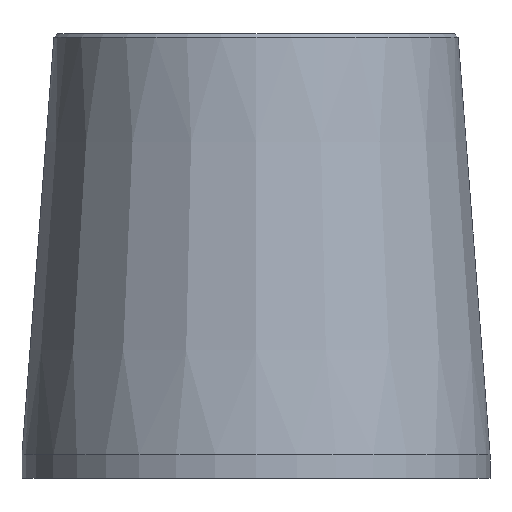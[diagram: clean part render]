
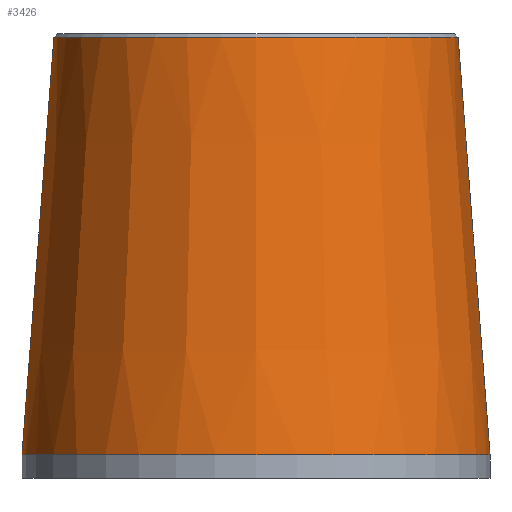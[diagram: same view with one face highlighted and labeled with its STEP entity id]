
A CAD part, front view. The second image highlights one B-rep face of the part: STEP entity #3426.
In plain terms, the highlighted conical face has half-angle 4.368 degrees and reference radius 17.25 mm.
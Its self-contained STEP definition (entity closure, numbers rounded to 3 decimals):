
#251 = CONICAL_SURFACE('',#252,16.95,0.824);
#252 = AXIS2_PLACEMENT_3D('',#253,#254,#255);
#253 = CARTESIAN_POINT('',(0.,0.,35.));
#254 = DIRECTION('',(0.,0.,-1.));
#255 = DIRECTION('',(1.,0.,0.));
#1411 = VERTEX_POINT('',#1412);
#1412 = CARTESIAN_POINT('',(17.273,0.,
    34.701));
#1435 = EDGE_CURVE('',#1411,#1411,#1436,.T.);
#1436 = SURFACE_CURVE('',#1437,(#1442,#1449),.PCURVE_S1.);
#1437 = CIRCLE('',#1438,17.273);
#1438 = AXIS2_PLACEMENT_3D('',#1439,#1440,#1441);
#1439 = CARTESIAN_POINT('',(0.,0.,
    34.701));
#1440 = DIRECTION('',(0.,0.,1.));
#1441 = DIRECTION('',(1.,0.,0.));
#1442 = PCURVE('',#251,#1443);
#1443 = DEFINITIONAL_REPRESENTATION('',(#1444),#1448);
#1444 = LINE('',#1445,#1446);
#1445 = CARTESIAN_POINT('',(-0.,0.299));
#1446 = VECTOR('',#1447,1.);
#1447 = DIRECTION('',(-1.,0.));
#1448 = ( GEOMETRIC_REPRESENTATION_CONTEXT(2) 
PARAMETRIC_REPRESENTATION_CONTEXT() REPRESENTATION_CONTEXT('2D SPACE',''
  ) );
#1449 = PCURVE('',#1450,#1455);
#1450 = CONICAL_SURFACE('',#1451,17.25,0.076);
#1451 = AXIS2_PLACEMENT_3D('',#1452,#1453,#1454);
#1452 = CARTESIAN_POINT('',(0.,0.,35.)
  );
#1453 = DIRECTION('',(0.,0.,-1.));
#1454 = DIRECTION('',(1.,0.,0.));
#1455 = DEFINITIONAL_REPRESENTATION('',(#1456),#1460);
#1456 = LINE('',#1457,#1458);
#1457 = CARTESIAN_POINT('',(-0.,0.299));
#1458 = VECTOR('',#1459,1.);
#1459 = DIRECTION('',(-1.,0.));
#1460 = ( GEOMETRIC_REPRESENTATION_CONTEXT(2) 
PARAMETRIC_REPRESENTATION_CONTEXT() REPRESENTATION_CONTEXT('2D SPACE',''
  ) );
#3426 = ADVANCED_FACE('',(#3427),#1450,.T.);
#3427 = FACE_BOUND('',#3428,.F.);
#3428 = EDGE_LOOP('',(#3429,#3452,#3479,#3480));
#3429 = ORIENTED_EDGE('',*,*,#3430,.T.);
#3430 = EDGE_CURVE('',#1411,#3431,#3433,.T.);
#3431 = VERTEX_POINT('',#3432);
#3432 = CARTESIAN_POINT('',(20.,0.,-1.));
#3433 = SEAM_CURVE('',#3434,(#3438,#3445),.PCURVE_S1.);
#3434 = LINE('',#3435,#3436);
#3435 = CARTESIAN_POINT('',(17.25,0.,35.));
#3436 = VECTOR('',#3437,1.);
#3437 = DIRECTION('',(0.076,0.,
    -0.997));
#3438 = PCURVE('',#1450,#3439);
#3439 = DEFINITIONAL_REPRESENTATION('',(#3440),#3444);
#3440 = LINE('',#3441,#3442);
#3441 = CARTESIAN_POINT('',(-6.283,0.));
#3442 = VECTOR('',#3443,1.);
#3443 = DIRECTION('',(-0.,1.));
#3444 = ( GEOMETRIC_REPRESENTATION_CONTEXT(2) 
PARAMETRIC_REPRESENTATION_CONTEXT() REPRESENTATION_CONTEXT('2D SPACE',''
  ) );
#3445 = PCURVE('',#1450,#3446);
#3446 = DEFINITIONAL_REPRESENTATION('',(#3447),#3451);
#3447 = LINE('',#3448,#3449);
#3448 = CARTESIAN_POINT('',(-0.,0.));
#3449 = VECTOR('',#3450,1.);
#3450 = DIRECTION('',(-0.,1.));
#3451 = ( GEOMETRIC_REPRESENTATION_CONTEXT(2) 
PARAMETRIC_REPRESENTATION_CONTEXT() REPRESENTATION_CONTEXT('2D SPACE',''
  ) );
#3452 = ORIENTED_EDGE('',*,*,#3453,.F.);
#3453 = EDGE_CURVE('',#3431,#3431,#3454,.T.);
#3454 = SURFACE_CURVE('',#3455,(#3460,#3467),.PCURVE_S1.);
#3455 = CIRCLE('',#3456,20.);
#3456 = AXIS2_PLACEMENT_3D('',#3457,#3458,#3459);
#3457 = CARTESIAN_POINT('',(0.,0.,-1.)
  );
#3458 = DIRECTION('',(0.,0.,1.));
#3459 = DIRECTION('',(1.,0.,0.));
#3460 = PCURVE('',#1450,#3461);
#3461 = DEFINITIONAL_REPRESENTATION('',(#3462),#3466);
#3462 = LINE('',#3463,#3464);
#3463 = CARTESIAN_POINT('',(-0.,36.));
#3464 = VECTOR('',#3465,1.);
#3465 = DIRECTION('',(-1.,0.));
#3466 = ( GEOMETRIC_REPRESENTATION_CONTEXT(2) 
PARAMETRIC_REPRESENTATION_CONTEXT() REPRESENTATION_CONTEXT('2D SPACE',''
  ) );
#3467 = PCURVE('',#3468,#3473);
#3468 = CYLINDRICAL_SURFACE('',#3469,20.);
#3469 = AXIS2_PLACEMENT_3D('',#3470,#3471,#3472);
#3470 = CARTESIAN_POINT('',(0.,0.,-3.)
  );
#3471 = DIRECTION('',(0.,0.,1.));
#3472 = DIRECTION('',(1.,0.,0.));
#3473 = DEFINITIONAL_REPRESENTATION('',(#3474),#3478);
#3474 = LINE('',#3475,#3476);
#3475 = CARTESIAN_POINT('',(0.,2.));
#3476 = VECTOR('',#3477,1.);
#3477 = DIRECTION('',(1.,0.));
#3478 = ( GEOMETRIC_REPRESENTATION_CONTEXT(2) 
PARAMETRIC_REPRESENTATION_CONTEXT() REPRESENTATION_CONTEXT('2D SPACE',''
  ) );
#3479 = ORIENTED_EDGE('',*,*,#3430,.F.);
#3480 = ORIENTED_EDGE('',*,*,#1435,.T.);
